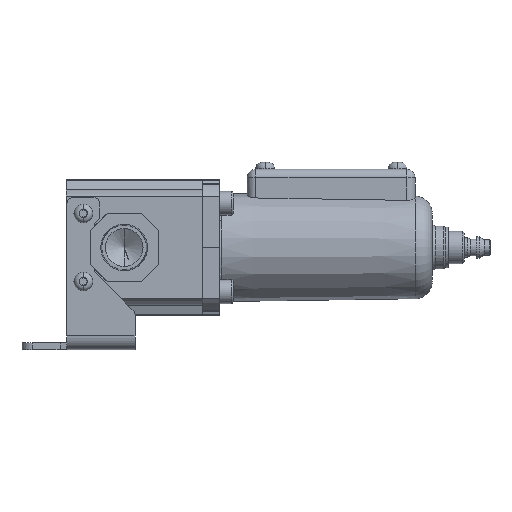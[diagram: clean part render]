
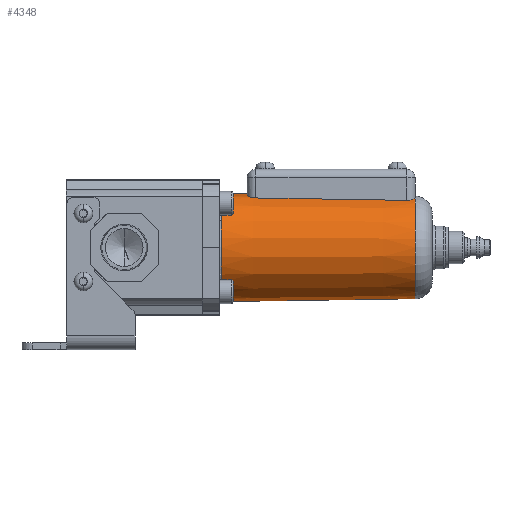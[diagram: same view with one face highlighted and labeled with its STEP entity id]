
A CAD part, left-side view. The second image highlights one B-rep face of the part: STEP entity #4348.
In plain terms, the highlighted conical face has half-angle 0.833 degrees and reference radius 14.986 mm.
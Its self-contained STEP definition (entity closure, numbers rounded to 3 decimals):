
#423 = CARTESIAN_POINT ( 'NONE',  ( 0., -85.573, -15.058 ) ) ;
#783 = CARTESIAN_POINT ( 'NONE',  ( 0., -90.5, 14.986 ) ) ;
#1611 = CARTESIAN_POINT ( 'NONE',  ( 0., -90.5, -14.986 ) ) ;
#1657 = DIRECTION ( 'NONE',  ( 0., 1., 0.015 ) ) ;
#1852 = DIRECTION ( 'NONE',  ( 0., -1., 0. ) ) ;
#1923 = CARTESIAN_POINT ( 'NONE',  ( 0., -85.573, 15.058 ) ) ;
#2854 = LINE ( 'NONE', #1611, #9450 ) ;
#2896 = VERTEX_POINT ( 'NONE', #423 ) ;
#4306 = EDGE_CURVE ( 'NONE', #2896, #8387, #8422, .T. ) ;
#4348 = ADVANCED_FACE ( 'NONE', ( #9700 ), #7051, .T. ) ;
#4384 = DIRECTION ( 'NONE',  ( 0., 1., 0. ) ) ;
#4602 = CARTESIAN_POINT ( 'NONE',  ( 0., -28.493, -15.888 ) ) ;
#5015 = AXIS2_PLACEMENT_3D ( 'NONE', #9729, #4384, #10622 ) ;
#5151 = EDGE_CURVE ( 'NONE', #5588, #7153, #5360, .T. ) ;
#5360 = CIRCLE ( 'NONE', #9723, 15.888 ) ;
#5433 = ORIENTED_EDGE ( 'NONE', *, *, #5151, .T. ) ;
#5497 = ORIENTED_EDGE ( 'NONE', *, *, #9970, .T. ) ;
#5588 = VERTEX_POINT ( 'NONE', #9345 ) ;
#5605 = EDGE_LOOP ( 'NONE', ( #8133, #9373, #5497, #5433 ) ) ;
#6113 = DIRECTION ( 'NONE',  ( 0., 1., -0.015 ) ) ;
#6210 = CARTESIAN_POINT ( 'NONE',  ( 0., -90.5, 0. ) ) ;
#7051 = CONICAL_SURFACE ( 'NONE', #7372, 14.986, 0.015 ) ;
#7153 = VERTEX_POINT ( 'NONE', #4602 ) ;
#7204 = CARTESIAN_POINT ( 'NONE',  ( 0., -28.493, 0. ) ) ;
#7372 = AXIS2_PLACEMENT_3D ( 'NONE', #6210, #8008, #8860 ) ;
#8008 = DIRECTION ( 'NONE',  ( 0., 1., 0. ) ) ;
#8097 = DIRECTION ( 'NONE',  ( 0., 0., -1. ) ) ;
#8133 = ORIENTED_EDGE ( 'NONE', *, *, #8917, .F. ) ;
#8387 = VERTEX_POINT ( 'NONE', #1923 ) ;
#8422 = CIRCLE ( 'NONE', #5015, 15.058 ) ;
#8574 = VECTOR ( 'NONE', #1657, 1000. ) ;
#8860 = DIRECTION ( 'NONE',  ( 0., 0., 1. ) ) ;
#8917 = EDGE_CURVE ( 'NONE', #2896, #7153, #2854, .T. ) ;
#9345 = CARTESIAN_POINT ( 'NONE',  ( 0., -28.493, 15.888 ) ) ;
#9373 = ORIENTED_EDGE ( 'NONE', *, *, #4306, .T. ) ;
#9450 = VECTOR ( 'NONE', #6113, 1000. ) ;
#9700 = FACE_OUTER_BOUND ( 'NONE', #5605, .T. ) ;
#9723 = AXIS2_PLACEMENT_3D ( 'NONE', #7204, #1852, #8097 ) ;
#9729 = CARTESIAN_POINT ( 'NONE',  ( 0., -85.573, 0. ) ) ;
#9970 = EDGE_CURVE ( 'NONE', #8387, #5588, #11230, .T. ) ;
#10622 = DIRECTION ( 'NONE',  ( 0., 0., 1. ) ) ;
#11230 = LINE ( 'NONE', #783, #8574 ) ;
